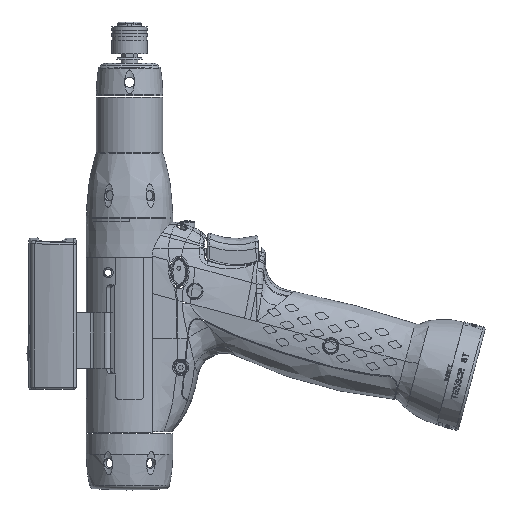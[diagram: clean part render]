
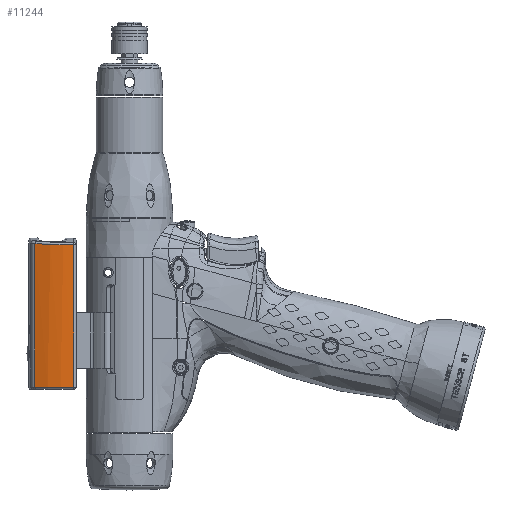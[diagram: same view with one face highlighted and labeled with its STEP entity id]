
A CAD part, left-side view. The second image highlights one B-rep face of the part: STEP entity #11244.
In plain terms, the highlighted cylindrical face has radius 42 mm (diameter 84 mm), a partial arc.
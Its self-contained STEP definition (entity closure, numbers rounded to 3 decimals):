
#10036=DIRECTION('',(0.,0.,1.));
#10037=VECTOR('',#10036,63.932);
#10038=CARTESIAN_POINT('',(-18.871,24.966,
-68.51));
#10039=LINE('',#10038,#10037);
#10187=CARTESIAN_POINT('',(-18.871,24.966,
-4.578));
#10188=CARTESIAN_POINT('',(-18.912,25.608,
-4.587));
#10189=CARTESIAN_POINT('',(-18.967,26.936,
-4.599));
#10190=CARTESIAN_POINT('',(-18.953,29.034,
-4.596));
#10191=CARTESIAN_POINT('',(-18.821,31.293,
-4.567));
#10192=CARTESIAN_POINT('',(-18.54,33.74,
-4.508));
#10193=CARTESIAN_POINT('',(-18.068,36.404,
-4.409));
#10194=CARTESIAN_POINT('',(-17.351,39.299,
-4.264));
#10195=CARTESIAN_POINT('',(-16.662,41.396,
-4.132));
#10196=CARTESIAN_POINT('',(-16.255,42.476,
-4.057));
#10224=CARTESIAN_POINT('',(23.043,27.656,
-68.51));
#10225=DIRECTION('',(0.,0.,-1.));
#10226=DIRECTION('',(-0.998,-0.064,0.));
#10227=AXIS2_PLACEMENT_3D('',#10224,#10225,#10226);
#10383=DIRECTION('',(0.,0.,1.));
#10384=VECTOR('',#10383,64.453);
#10385=CARTESIAN_POINT('',(-16.255,42.476,
-68.51));
#10386=LINE('',#10385,#10384);
#10757=VERTEX_POINT('',#10187);
#10758=VERTEX_POINT('',#10196);
#10773=CARTESIAN_POINT('',(-16.255,42.476,
-68.51));
#10774=VERTEX_POINT('',#10773);
#10781=CARTESIAN_POINT('',(-18.871,24.966,
-68.51));
#10782=VERTEX_POINT('',#10781);
#11231=CARTESIAN_POINT('',(23.043,27.656,1.49));
#11232=DIRECTION('',(0.,0.,-1.));
#11233=DIRECTION('',(-1.,0.,0.));
#11234=AXIS2_PLACEMENT_3D('',#11231,#11232,#11233);
#11235=CYLINDRICAL_SURFACE('',#11234,42.);
#11236=ORIENTED_EDGE('',*,*,#11215,.F.);
#11237=ORIENTED_EDGE('',*,*,#10938,.F.);
#11239=ORIENTED_EDGE('',*,*,#11238,.T.);
#11241=ORIENTED_EDGE('',*,*,#11240,.T.);
#11242=EDGE_LOOP('',(#11236,#11237,#11239,#11241));
#11243=FACE_OUTER_BOUND('',#11242,.F.);
#11244=ADVANCED_FACE('',(#11243),#11235,.T.);
#10197=B_SPLINE_CURVE_WITH_KNOTS('',3,(#10187,#10188,#10189,#10190,#10191,
#10192,#10193,#10194,#10195,#10196),.UNSPECIFIED.,.F.,.F.,(4,1,1,1,1,1,1,4),(
0.,0.143,0.286,0.429,0.571,
0.714,0.857,1.),.UNSPECIFIED.);
#10228=CIRCLE('',#10227,42.);
#10938=EDGE_CURVE('',#10782,#10757,#10039,.T.);
#11215=EDGE_CURVE('',#10757,#10758,#10197,.T.);
#11238=EDGE_CURVE('',#10782,#10774,#10228,.T.);
#11240=EDGE_CURVE('',#10774,#10758,#10386,.T.);
